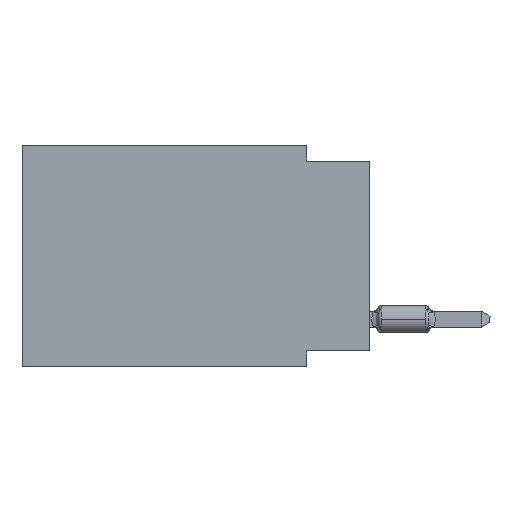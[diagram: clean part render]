
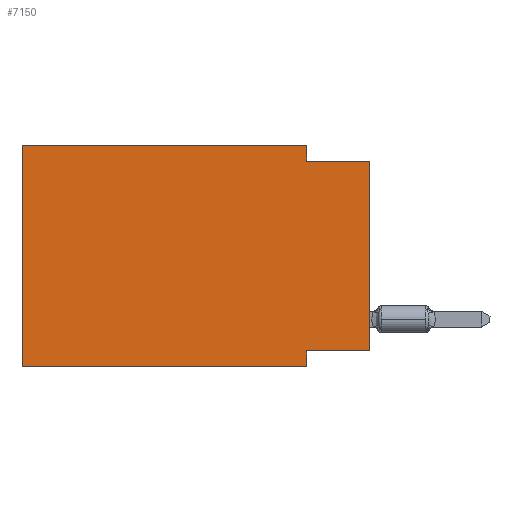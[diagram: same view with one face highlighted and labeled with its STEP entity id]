
A CAD part, left-side view. The second image highlights one B-rep face of the part: STEP entity #7150.
In plain terms, the highlighted planar face has unit normal (-1, 0, 0).
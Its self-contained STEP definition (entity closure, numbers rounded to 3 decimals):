
#382 = DIRECTION ( 'NONE',  ( 0., 0., -1. ) ) ;
#884 = VECTOR ( 'NONE', #15584, 1000. ) ;
#1407 = LINE ( 'NONE', #20717, #10003 ) ;
#1475 = CARTESIAN_POINT ( 'NONE',  ( 0., 0., -8.255 ) ) ;
#1840 = EDGE_CURVE ( 'NONE', #2442, #2133, #1407, .T. ) ;
#1960 = ORIENTED_EDGE ( 'NONE', *, *, #13840, .F. ) ;
#2133 = VERTEX_POINT ( 'NONE', #11497 ) ;
#2321 = CARTESIAN_POINT ( 'NONE',  ( 0., 0., -0.635 ) ) ;
#2442 = VERTEX_POINT ( 'NONE', #1475 ) ;
#2706 = CARTESIAN_POINT ( 'NONE',  ( 0., 0., 0. ) ) ;
#2763 = DIRECTION ( 'NONE',  ( 0., 0., -1. ) ) ;
#2958 = LINE ( 'NONE', #14250, #20038 ) ;
#3014 = VERTEX_POINT ( 'NONE', #5413 ) ;
#4191 = ORIENTED_EDGE ( 'NONE', *, *, #19654, .F. ) ;
#4820 = EDGE_CURVE ( 'NONE', #2442, #13107, #11039, .T. ) ;
#5413 = CARTESIAN_POINT ( 'NONE',  ( 0., 2.54, -0.635 ) ) ;
#5453 = EDGE_LOOP ( 'NONE', ( #10359, #15956, #4191, #6829, #1960, #14845, #13977, #8127 ) ) ;
#5973 = LINE ( 'NONE', #15677, #9174 ) ;
#6807 = DIRECTION ( 'NONE',  ( 0., 0., -1. ) ) ;
#6829 = ORIENTED_EDGE ( 'NONE', *, *, #18291, .F. ) ;
#7034 = LINE ( 'NONE', #8716, #15235 ) ;
#7150 = ADVANCED_FACE ( 'NONE', ( #20494 ), #9003, .F. ) ;
#8127 = ORIENTED_EDGE ( 'NONE', *, *, #1840, .F. ) ;
#8363 = VERTEX_POINT ( 'NONE', #10283 ) ;
#8716 = CARTESIAN_POINT ( 'NONE',  ( 0., 13.97, 0. ) ) ;
#8814 = CARTESIAN_POINT ( 'NONE',  ( 0., 2.54, 0. ) ) ;
#8989 = DIRECTION ( 'NONE',  ( 0., -1., 0. ) ) ;
#9003 = PLANE ( 'NONE',  #9448 ) ;
#9174 = VECTOR ( 'NONE', #17562, 1000. ) ;
#9448 = AXIS2_PLACEMENT_3D ( 'NONE', #14056, #17217, #2763 ) ;
#9595 = VECTOR ( 'NONE', #382, 1000. ) ;
#9715 = EDGE_CURVE ( 'NONE', #2133, #13477, #17805, .T. ) ;
#10003 = VECTOR ( 'NONE', #14165, 1000. ) ;
#10073 = CARTESIAN_POINT ( 'NONE',  ( 0., 13.97, -8.89 ) ) ;
#10283 = CARTESIAN_POINT ( 'NONE',  ( 0., 13.97, -8.89 ) ) ;
#10359 = ORIENTED_EDGE ( 'NONE', *, *, #4820, .T. ) ;
#11039 = LINE ( 'NONE', #2706, #884 ) ;
#11280 = CARTESIAN_POINT ( 'NONE',  ( 0., 13.97, 0. ) ) ;
#11364 = CARTESIAN_POINT ( 'NONE',  ( 0., 2.54, -8.89 ) ) ;
#11449 = LINE ( 'NONE', #17895, #11658 ) ;
#11497 = CARTESIAN_POINT ( 'NONE',  ( 0., 2.54, -8.255 ) ) ;
#11658 = VECTOR ( 'NONE', #6807, 1000. ) ;
#13107 = VERTEX_POINT ( 'NONE', #2321 ) ;
#13477 = VERTEX_POINT ( 'NONE', #17070 ) ;
#13665 = DIRECTION ( 'NONE',  ( 0., 0., 1. ) ) ;
#13840 = EDGE_CURVE ( 'NONE', #8363, #15343, #7034, .T. ) ;
#13977 = ORIENTED_EDGE ( 'NONE', *, *, #9715, .F. ) ;
#14051 = EDGE_CURVE ( 'NONE', #3014, #13107, #5973, .T. ) ;
#14056 = CARTESIAN_POINT ( 'NONE',  ( 0., 13.97, 0. ) ) ;
#14165 = DIRECTION ( 'NONE',  ( 0., 1., 0. ) ) ;
#14250 = CARTESIAN_POINT ( 'NONE',  ( 0., 13.97, 0. ) ) ;
#14824 = LINE ( 'NONE', #10073, #19075 ) ;
#14845 = ORIENTED_EDGE ( 'NONE', *, *, #19786, .T. ) ;
#15235 = VECTOR ( 'NONE', #13665, 1000. ) ;
#15343 = VERTEX_POINT ( 'NONE', #11280 ) ;
#15584 = DIRECTION ( 'NONE',  ( 0., 0., 1. ) ) ;
#15677 = CARTESIAN_POINT ( 'NONE',  ( 0., 0., -0.635 ) ) ;
#15956 = ORIENTED_EDGE ( 'NONE', *, *, #14051, .F. ) ;
#16514 = DIRECTION ( 'NONE',  ( 0., -1., 0. ) ) ;
#17070 = CARTESIAN_POINT ( 'NONE',  ( 0., 2.54, -8.89 ) ) ;
#17217 = DIRECTION ( 'NONE',  ( 1., 0., 0. ) ) ;
#17562 = DIRECTION ( 'NONE',  ( 0., -1., 0. ) ) ;
#17805 = LINE ( 'NONE', #11364, #9595 ) ;
#17895 = CARTESIAN_POINT ( 'NONE',  ( 0., 2.54, 0. ) ) ;
#18291 = EDGE_CURVE ( 'NONE', #15343, #19821, #2958, .T. ) ;
#19075 = VECTOR ( 'NONE', #16514, 1000. ) ;
#19654 = EDGE_CURVE ( 'NONE', #19821, #3014, #11449, .T. ) ;
#19786 = EDGE_CURVE ( 'NONE', #8363, #13477, #14824, .T. ) ;
#19821 = VERTEX_POINT ( 'NONE', #8814 ) ;
#20038 = VECTOR ( 'NONE', #8989, 1000. ) ;
#20494 = FACE_OUTER_BOUND ( 'NONE', #5453, .T. ) ;
#20717 = CARTESIAN_POINT ( 'NONE',  ( 0., 0., -8.255 ) ) ;
